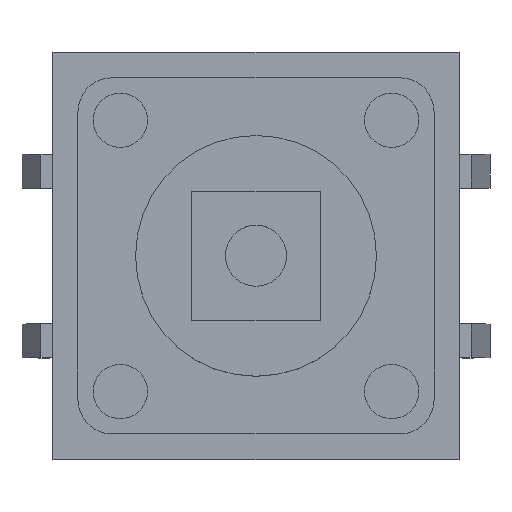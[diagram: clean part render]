
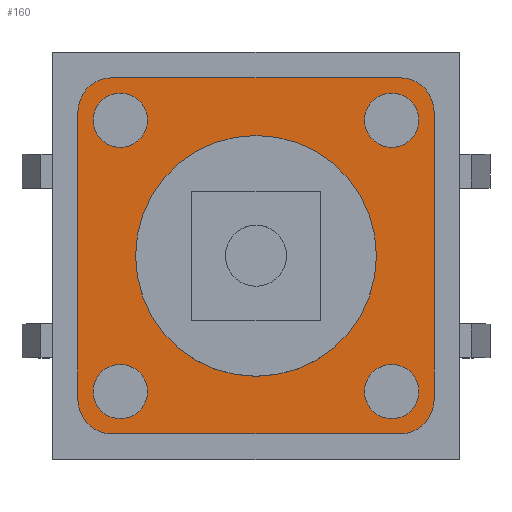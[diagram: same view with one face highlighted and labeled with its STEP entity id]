
A CAD part, top view. The second image highlights one B-rep face of the part: STEP entity #160.
In plain terms, the highlighted planar face has unit normal (0, 0, 1).
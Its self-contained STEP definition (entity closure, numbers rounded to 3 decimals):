
#33 = VERTEX_POINT('',#34);
#34 = CARTESIAN_POINT('',(-5.25,4.25,3.5));
#40 = EDGE_CURVE('',#33,#41,#43,.T.);
#41 = VERTEX_POINT('',#42);
#42 = CARTESIAN_POINT('',(-4.25,5.25,3.5));
#43 = CIRCLE('',#44,1.);
#44 = AXIS2_PLACEMENT_3D('',#45,#46,#47);
#45 = CARTESIAN_POINT('',(-4.25,4.25,3.5));
#46 = DIRECTION('',(0.,0.,-1.));
#47 = DIRECTION('',(-0.707,0.707,0.)
  );
#143 = VERTEX_POINT('',#144);
#144 = CARTESIAN_POINT('',(-5.25,-4.25,3.5));
#150 = EDGE_CURVE('',#143,#33,#151,.T.);
#151 = LINE('',#152,#153);
#152 = CARTESIAN_POINT('',(-5.25,-5.25,3.5)
  );
#153 = VECTOR('',#154,1.);
#154 = DIRECTION('',(0.,1.,0.));
#160 = ADVANCED_FACE('',(#161,#214),#225,.T.);
#161 = FACE_BOUND('',#162,.T.);
#162 = EDGE_LOOP('',(#163,#164,#165,#174,#182,#191,#199,#208));
#163 = ORIENTED_EDGE('',*,*,#40,.F.);
#164 = ORIENTED_EDGE('',*,*,#150,.F.);
#165 = ORIENTED_EDGE('',*,*,#166,.F.);
#166 = EDGE_CURVE('',#167,#143,#169,.T.);
#167 = VERTEX_POINT('',#168);
#168 = CARTESIAN_POINT('',(-4.25,-5.25,3.5));
#169 = CIRCLE('',#170,1.);
#170 = AXIS2_PLACEMENT_3D('',#171,#172,#173);
#171 = CARTESIAN_POINT('',(-4.25,-4.25,3.5)
  );
#172 = DIRECTION('',(0.,0.,-1.));
#173 = DIRECTION('',(-0.707,-0.707,0.
    ));
#174 = ORIENTED_EDGE('',*,*,#175,.F.);
#175 = EDGE_CURVE('',#176,#167,#178,.T.);
#176 = VERTEX_POINT('',#177);
#177 = CARTESIAN_POINT('',(4.25,-5.25,3.5));
#178 = LINE('',#179,#180);
#179 = CARTESIAN_POINT('',(5.25,-5.25,3.5));
#180 = VECTOR('',#181,1.);
#181 = DIRECTION('',(-1.,0.,0.));
#182 = ORIENTED_EDGE('',*,*,#183,.F.);
#183 = EDGE_CURVE('',#184,#176,#186,.T.);
#184 = VERTEX_POINT('',#185);
#185 = CARTESIAN_POINT('',(5.25,-4.25,3.5));
#186 = CIRCLE('',#187,1.);
#187 = AXIS2_PLACEMENT_3D('',#188,#189,#190);
#188 = CARTESIAN_POINT('',(4.25,-4.25,3.5));
#189 = DIRECTION('',(0.,0.,-1.));
#190 = DIRECTION('',(0.707,-0.707,0.)
  );
#191 = ORIENTED_EDGE('',*,*,#192,.F.);
#192 = EDGE_CURVE('',#193,#184,#195,.T.);
#193 = VERTEX_POINT('',#194);
#194 = CARTESIAN_POINT('',(5.25,4.25,3.5));
#195 = LINE('',#196,#197);
#196 = CARTESIAN_POINT('',(5.25,5.25,3.5));
#197 = VECTOR('',#198,1.);
#198 = DIRECTION('',(0.,-1.,0.));
#199 = ORIENTED_EDGE('',*,*,#200,.F.);
#200 = EDGE_CURVE('',#201,#193,#203,.T.);
#201 = VERTEX_POINT('',#202);
#202 = CARTESIAN_POINT('',(4.25,5.25,3.5));
#203 = CIRCLE('',#204,1.);
#204 = AXIS2_PLACEMENT_3D('',#205,#206,#207);
#205 = CARTESIAN_POINT('',(4.25,4.25,3.5));
#206 = DIRECTION('',(0.,0.,-1.));
#207 = DIRECTION('',(0.707,0.707,0.));
#208 = ORIENTED_EDGE('',*,*,#209,.F.);
#209 = EDGE_CURVE('',#41,#201,#210,.T.);
#210 = LINE('',#211,#212);
#211 = CARTESIAN_POINT('',(-5.25,5.25,3.5));
#212 = VECTOR('',#213,1.);
#213 = DIRECTION('',(1.,0.,0.));
#214 = FACE_BOUND('',#215,.T.);
#215 = EDGE_LOOP('',(#216));
#216 = ORIENTED_EDGE('',*,*,#217,.T.);
#217 = EDGE_CURVE('',#218,#218,#220,.T.);
#218 = VERTEX_POINT('',#219);
#219 = CARTESIAN_POINT('',(0.,3.55,3.5));
#220 = CIRCLE('',#221,3.55);
#221 = AXIS2_PLACEMENT_3D('',#222,#223,#224);
#222 = CARTESIAN_POINT('',(0.,0.,3.5));
#223 = DIRECTION('',(-0.,0.,-1.));
#224 = DIRECTION('',(0.,-1.,0.));
#225 = PLANE('',#226);
#226 = AXIS2_PLACEMENT_3D('',#227,#228,#229);
#227 = CARTESIAN_POINT('',(0.,0.,3.5));
#228 = DIRECTION('',(0.,0.,1.));
#229 = DIRECTION('',(1.,0.,0.));
